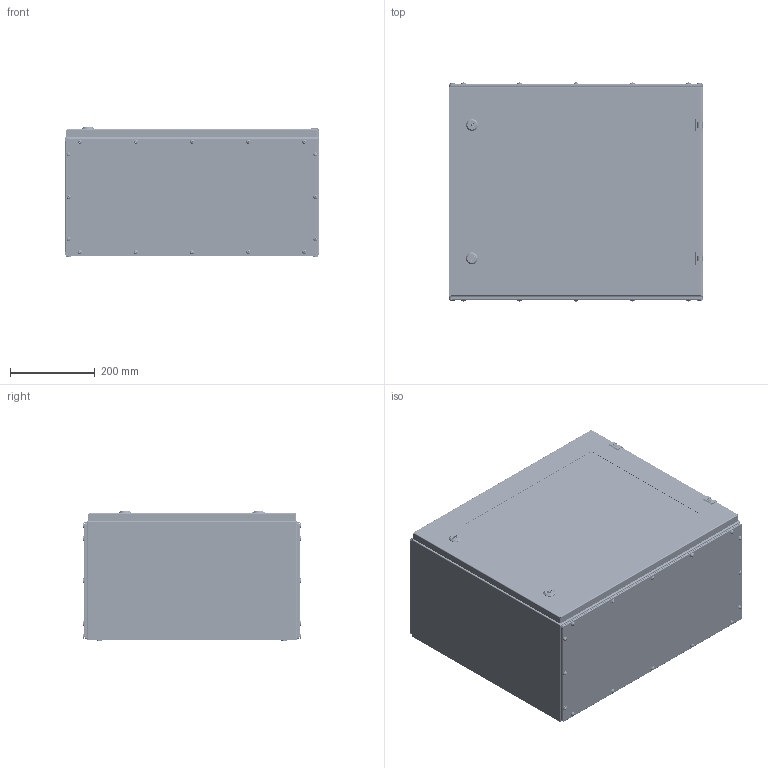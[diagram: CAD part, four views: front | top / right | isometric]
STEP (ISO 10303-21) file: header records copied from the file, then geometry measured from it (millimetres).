
FILE_DESCRIPTION (( 'STEP AP214' ), '1' );
FILE_NAME ('12.060.050.30.STEP', '2024-06-13T04:39:23', ( '' ), ( '' ), 'SwSTEP 2.0', 'SolidWorks 2021', '' );
FILE_SCHEMA (( 'AUTOMOTIVE_DESIGN' ));
Length unit declared in the file: millimetre
Products named in the file (29): Âèíò DIN 967 Ì5õ16 ñ ïîëóêðóãëîé ãîëîâêîé ñ êðåñòîîáðàçíûì øëèöåì; Êàðêàñ øêàôà W600H500D300; 8SJ_MS705_0510.stp; Çàêëåïêà ðåçüáîâàÿ Ì5 øåñòèãðàííàÿ ñ óìåíüøåííûì áîðòîì; Ïåðåìû÷êà êàðêàñà W600; Ïðîêëàäêà êðûøêè W600D300; 栺樏鋋 W600H500; Ñòåêëÿííàÿ äâåðü ÑÁ W600H500; Øïèëüêà ïðèâàðíàÿ Ì6õ15; 8SJ_S1B_0001.stp; SW6X8.stp; 砑鳧罻 W600; 署赅 W600D300; Êîðïóñ øêàôà W600H500D300; 8SJ_MS705-1_0040.stp; ﾇ瑟鶴 ﾀﾑ ms1000-3M.stp; 砑鳧罻 H500; 12.060.050.30; 8SJ_MS705_0010.stp; 嵑謺麃 檐; Ãàéêà M6 DIN6923.step; Áîëò Ì6õ10 ñ øåñòèãðàííîé ãîëîâêîé ñ ïðåññøàéáîé; Ãàñêåòèíã W600H500; ﾄ粢鮱 W600H500; Øïèëüêà ïðèâàðíàÿ Ì6õ10; 8SJ_MS705_0760.stp; Çàêëåïêà ðåçüáîâàÿ Ì8 øåñòèãðàííàÿ ñ óìåíüøåííûì áîðòîì; Øïèëüêà ïðèâàðíàÿ Ì6õ20; 417.650
Assembly tree (137 placements, depth 4):
  12.060.050.30
    Êàðêàñ øêàôà W600H500D300
      Êîðïóñ øêàôà W600H500D300
      Ïåðåìû÷êà êàðêàñà W600  x2
      Øïèëüêà ïðèâàðíàÿ Ì6õ15  x8
      Øïèëüêà ïðèâàðíàÿ Ì6õ20  x4
    署赅 W600D300  x2
    Ïðîêëàäêà êðûøêè W600D300  x2
    Ñòåêëÿííàÿ äâåðü ÑÁ W600H500
      ﾄ粢鮱 W600H500
      Ãàñêåòèíã W600H500
      ﾇ瑟鶴 ﾀﾑ ms1000-3M.stp  x2
        8SJ_MS705_0010.stp
        8SJ_MS705_0510.stp
        8SJ_MS705_0760.stp
        8SJ_S1B_0001.stp
        8SJ_MS705-1_0040.stp
        SW6X8.stp
      Øïèëüêà ïðèâàðíàÿ Ì6õ10  x12
      栺樏鋋 W600H500
      Ãàéêà M6 DIN6923.step  x12
      砑鳧罻 H500  x2
      砑鳧罻 W600  x2
    嵑謺麃 檐  x2
    Áîëò Ì6õ10 ñ øåñòèãðàííîé ãîëîâêîé ñ ïðåññøàéáîé  x2
    Çàêëåïêà ðåçüáîâàÿ Ì5 øåñòèãðàííàÿ ñ óìåíüøåííûì áîðòîì  x32
    Âèíò DIN 967 Ì5õ16 ñ ïîëóêðóãëîé ãîëîâêîé ñ êðåñòîîáðàçíûì øëèöåì  x32
    Çàêëåïêà ðåçüáîâàÿ Ì8 øåñòèãðàííàÿ ñ óìåíüøåííûì áîðòîì  x4
    417.650
    Ãàéêà M6 DIN6923.step  x4
Bounding box: 600 x 515.17 x 304.65 mm (x, y, z)
Volume: 2845255 mm3; surface area: 3849764.2 mm2
Topology: 137 solids, 149 shells, 7470 faces, 18904 edges, 11798 vertices
Faces by surface type: plane 3057, cylinder 2586, bspline 737, cone 504, torus 410, sphere 176
Entity records: 91352 total; most frequent: CARTESIAN_POINT 44268, ORIENTED_EDGE 10022, DIRECTION 8469, EDGE_CURVE 5017, VERTEX_POINT 3101, AXIS2_PLACEMENT_3D 2827, VECTOR 2815, LINE 2815
